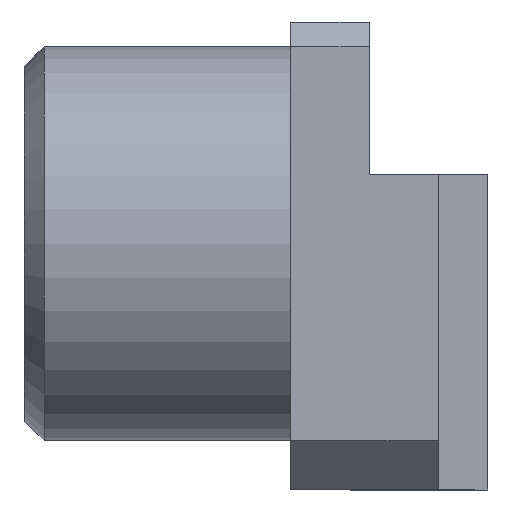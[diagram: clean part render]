
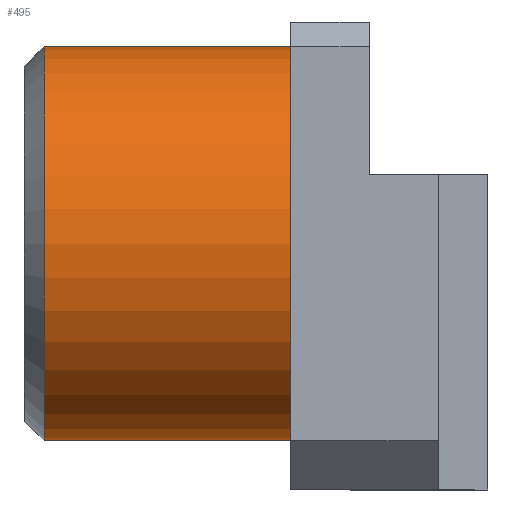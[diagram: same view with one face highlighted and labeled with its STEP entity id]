
A CAD part, left-side view. The second image highlights one B-rep face of the part: STEP entity #495.
In plain terms, the highlighted cylindrical face has radius 2 mm (diameter 4 mm), a partial arc.
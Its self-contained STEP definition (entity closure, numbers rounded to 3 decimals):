
#32 = ORIENTED_EDGE ( 'NONE', *, *, #551, .T. ) ;
#49 = ORIENTED_EDGE ( 'NONE', *, *, #530, .T. ) ;
#59 = ORIENTED_EDGE ( 'NONE', *, *, #535, .T. ) ;
#61 = ORIENTED_EDGE ( 'NONE', *, *, #533, .T. ) ;
#172 = EDGE_LOOP ( 'NONE', ( #61, #49, #59, #32 ) ) ;
#238 = LINE ( 'NONE', #803, #283 ) ;
#246 = CIRCLE ( 'NONE', #454, 2. ) ;
#276 = LINE ( 'NONE', #819, #279 ) ;
#279 = VECTOR ( 'NONE', #793, 1000. ) ;
#283 = VECTOR ( 'NONE', #805, 1000. ) ;
#295 = FACE_OUTER_BOUND ( 'NONE', #172, .T. ) ;
#297 = CYLINDRICAL_SURFACE ( 'NONE', #445, 2. ) ;
#331 = CIRCLE ( 'NONE', #458, 2. ) ;
#445 = AXIS2_PLACEMENT_3D ( 'NONE', #766, #789, #773 ) ;
#454 = AXIS2_PLACEMENT_3D ( 'NONE', #795, #812, #825 ) ;
#458 = AXIS2_PLACEMENT_3D ( 'NONE', #798, #849, #845 ) ;
#495 = ADVANCED_FACE ( 'NONE', ( #295 ), #297, .T. ) ;
#507 = VERTEX_POINT ( 'NONE', #748 ) ;
#530 = EDGE_CURVE ( 'NONE', #507, #572, #246, .T. ) ;
#533 = EDGE_CURVE ( 'NONE', #606, #507, #238, .T. ) ;
#535 = EDGE_CURVE ( 'NONE', #572, #605, #276, .T. ) ;
#551 = EDGE_CURVE ( 'NONE', #605, #606, #331, .T. ) ;
#572 = VERTEX_POINT ( 'NONE', #872 ) ;
#605 = VERTEX_POINT ( 'NONE', #917 ) ;
#606 = VERTEX_POINT ( 'NONE', #902 ) ;
#748 = CARTESIAN_POINT ( 'NONE',  ( -2., 0., -2. ) ) ;
#766 = CARTESIAN_POINT ( 'NONE',  ( -2., 2.7, 0. ) ) ;
#773 = DIRECTION ( 'NONE',  ( 0., 0., -1. ) ) ;
#789 = DIRECTION ( 'NONE',  ( 0., -1., 0. ) ) ;
#793 = DIRECTION ( 'NONE',  ( 0., 1., 0. ) ) ;
#795 = CARTESIAN_POINT ( 'NONE',  ( -2., 0., 0. ) ) ;
#798 = CARTESIAN_POINT ( 'NONE',  ( -2., 2.5, 0. ) ) ;
#803 = CARTESIAN_POINT ( 'NONE',  ( -2., 2.7, -2. ) ) ;
#805 = DIRECTION ( 'NONE',  ( 0., -1., 0. ) ) ;
#812 = DIRECTION ( 'NONE',  ( 0., 1., 0. ) ) ;
#819 = CARTESIAN_POINT ( 'NONE',  ( -2., 2.7, 2. ) ) ;
#825 = DIRECTION ( 'NONE',  ( 0., 0., -1. ) ) ;
#845 = DIRECTION ( 'NONE',  ( 0., 0., -1. ) ) ;
#849 = DIRECTION ( 'NONE',  ( 0., -1., 0. ) ) ;
#872 = CARTESIAN_POINT ( 'NONE',  ( -2., 0., 2. ) ) ;
#902 = CARTESIAN_POINT ( 'NONE',  ( -2., 2.5, -2. ) ) ;
#917 = CARTESIAN_POINT ( 'NONE',  ( -2., 2.5, 2. ) ) ;
